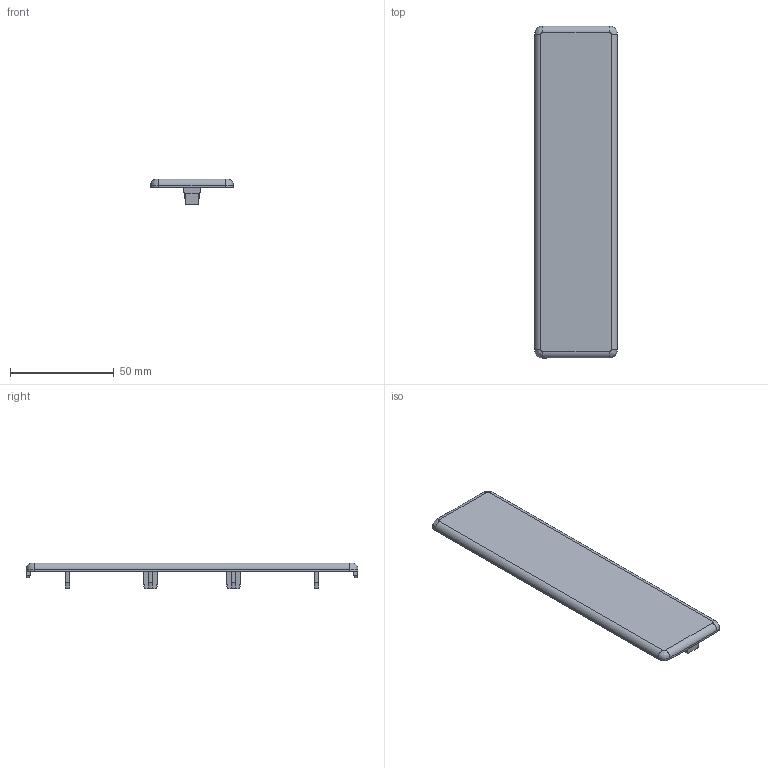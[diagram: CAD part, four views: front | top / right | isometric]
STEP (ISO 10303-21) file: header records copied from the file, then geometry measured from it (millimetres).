
FILE_DESCRIPTION(/* description */ ('Abdeckkappe 40x160'),/* implementation_level */ '2;1');
FILE_NAME(/* name */ '281005012 Abdeckkappe 40x160.stp',/* time_stamp */ '2020-09-04T11:20:48+02:00',/* author */ ('wheldmann'),/* organization */ (''),/* preprocessor_version */ 'ST-DEVELOPER v17.2',/* originating_system */ 'Autodesk Inventor 2019',/* authorisation */ ' ');
FILE_SCHEMA (('AUTOMOTIVE_DESIGN { 1 0 10303 214 3 1 1 }'));
Length unit declared in the file: millimetre
Products named in the file (1): 281005012
Bounding box: 40 x 160 x 12.5 mm (x, y, z)
Volume: 20322.2 mm3; surface area: 15109.4 mm2
Topology: 1 solids, 1 shells, 97 faces, 256 edges, 168 vertices
Faces by surface type: plane 45, cylinder 24, torus 12, cone 12, bspline 4
Entity records: 3203 total; most frequent: CARTESIAN_POINT 818, ORIENTED_EDGE 512, DIRECTION 472, EDGE_CURVE 256, AXIS2_PLACEMENT_3D 170, VERTEX_POINT 168, LINE 132, VECTOR 132
